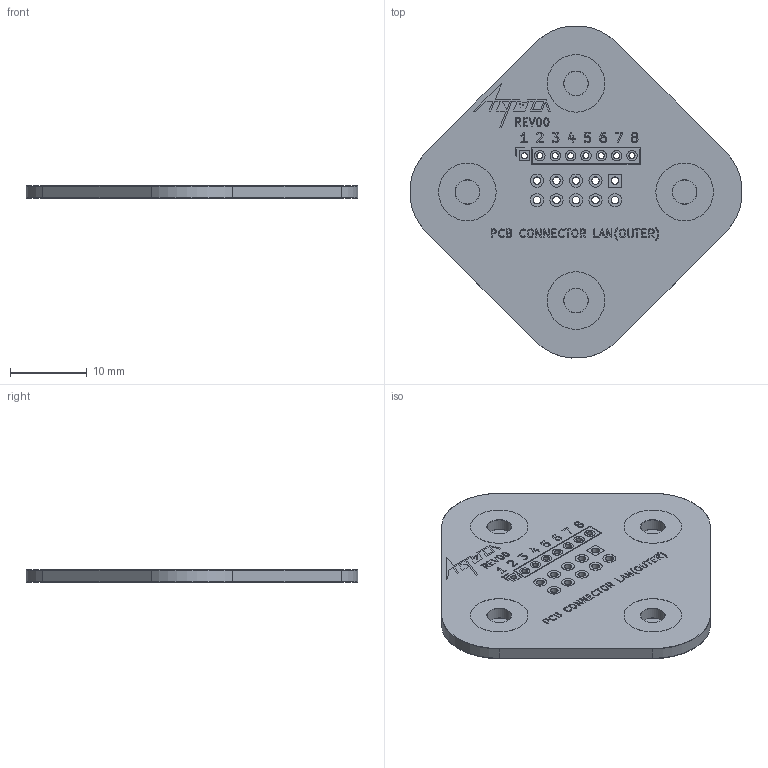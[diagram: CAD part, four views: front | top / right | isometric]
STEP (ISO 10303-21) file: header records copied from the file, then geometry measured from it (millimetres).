
FILE_DESCRIPTION(('KiCad electronic assembly'),'2;1');
FILE_NAME('pcb_connector_lan(outer).step','2025-06-23T13:36:26',( 'Pcbnew'),('Kicad'),'Open CASCADE STEP processor 7.8', 'KiCad to STEP converter','Unknown');
FILE_SCHEMA(('AUTOMOTIVE_DESIGN { 1 0 10303 214 1 1 1 1 }'));
Length unit declared in the file: millimetre
Products named in the file (5): pcb_connector_lan(outer) 1; pcb_connector_lan(outer)_pad; pcb_connector_lan(outer)_silkscreen; pcb_connector_lan(outer)_soldermask; pcb_connector_lan(outer)_PCB
Assembly tree (4 placements, depth 2):
  pcb_connector_lan(outer) 1
    pcb_connector_lan(outer)_pad
    pcb_connector_lan(outer)_silkscreen
    pcb_connector_lan(outer)_soldermask
    pcb_connector_lan(outer)_PCB
Bounding box: 43.24 x 43.24 x 1.66 mm (x, y, z)
Volume: 1727.5 mm3; surface area: 5730.6 mm2
Topology: 67 solids, 123 shells, 364 faces, 1616 edges, 1442 vertices
Faces by surface type: plane 210, cylinder 154
Full cylindrical faces by diameter (mm): 0.75 x24, 0.8 x16, 0.95 x30, 1 x20, 1.35 x14, 1.7 x18, 3.15 x12, 3.2 x8, 7.5 x8
Entity records: 18450 total; most frequent: CARTESIAN_POINT 3427, DIRECTION 2993, ORIENTED_EDGE 2138, EDGE_CURVE 1616, VERTEX_POINT 1442, AXIS2_PLACEMENT_3D 1008, LINE 977, VECTOR 977
